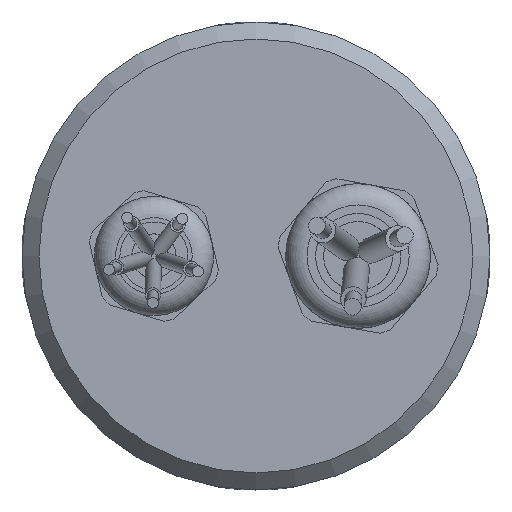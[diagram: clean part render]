
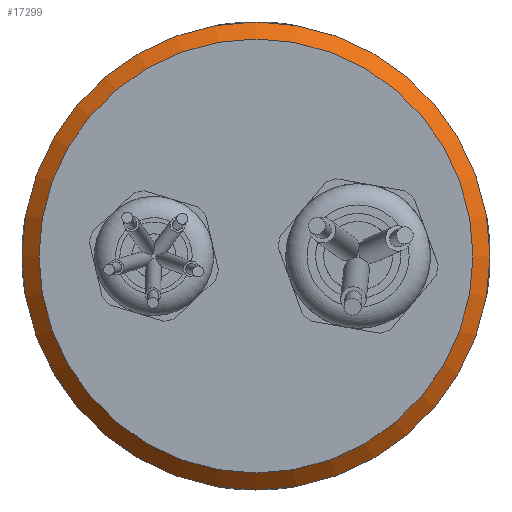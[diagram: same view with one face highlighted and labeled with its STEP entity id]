
A CAD part, left-side view. The second image highlights one B-rep face of the part: STEP entity #17299.
In plain terms, the highlighted conical face has half-angle 45 degrees and reference radius 27.5 mm.
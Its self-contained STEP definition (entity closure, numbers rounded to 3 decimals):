
#583 = CIRCLE ( 'NONE', #1740, 25.5 ) ;
#1124 = CONICAL_SURFACE ( 'NONE', #11327, 27.5, 0.785 ) ;
#1604 = EDGE_CURVE ( 'NONE', #12348, #12348, #583, .T. ) ;
#1740 = AXIS2_PLACEMENT_3D ( 'NONE', #5273, #10822, #16369 ) ;
#2835 = DIRECTION ( 'NONE',  ( 1., 0., 0. ) ) ;
#3004 = EDGE_LOOP ( 'NONE', ( #15560 ) ) ;
#4555 = DIRECTION ( 'NONE',  ( 1., 0., 0. ) ) ;
#4946 = EDGE_LOOP ( 'NONE', ( #6651 ) ) ;
#5273 = CARTESIAN_POINT ( 'NONE',  ( -132., 0., 0. ) ) ;
#5930 = FACE_BOUND ( 'NONE', #3004, .T. ) ;
#6499 = EDGE_CURVE ( 'NONE', #11413, #11413, #10713, .T. ) ;
#6651 = ORIENTED_EDGE ( 'NONE', *, *, #6499, .F. ) ;
#8433 = DIRECTION ( 'NONE',  ( 0., -1., 0. ) ) ;
#10101 = DIRECTION ( 'NONE',  ( 0., -1., 0. ) ) ;
#10713 = CIRCLE ( 'NONE', #12733, 27.5 ) ;
#10822 = DIRECTION ( 'NONE',  ( -1., 0., 0. ) ) ;
#11327 = AXIS2_PLACEMENT_3D ( 'NONE', #17012, #4555, #10101 ) ;
#11413 = VERTEX_POINT ( 'NONE', #16957 ) ;
#11476 = FACE_OUTER_BOUND ( 'NONE', #4946, .T. ) ;
#12348 = VERTEX_POINT ( 'NONE', #17853 ) ;
#12733 = AXIS2_PLACEMENT_3D ( 'NONE', #15337, #2835, #8433 ) ;
#15337 = CARTESIAN_POINT ( 'NONE',  ( -130., 0., 0. ) ) ;
#15560 = ORIENTED_EDGE ( 'NONE', *, *, #1604, .F. ) ;
#16369 = DIRECTION ( 'NONE',  ( 0., -1., 0. ) ) ;
#16957 = CARTESIAN_POINT ( 'NONE',  ( -130., -27.5, 0. ) ) ;
#17012 = CARTESIAN_POINT ( 'NONE',  ( -130., 0., 0. ) ) ;
#17299 = ADVANCED_FACE ( 'Defeature ausgef�hrt1_3', ( #5930, #11476 ), #1124, .T. ) ;
#17853 = CARTESIAN_POINT ( 'NONE',  ( -132., -25.5, 0. ) ) ;
